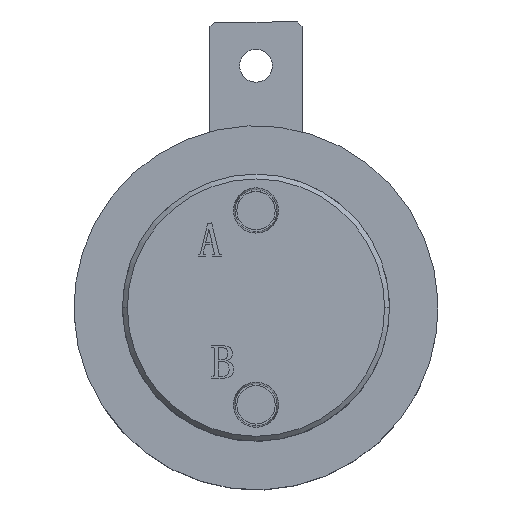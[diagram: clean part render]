
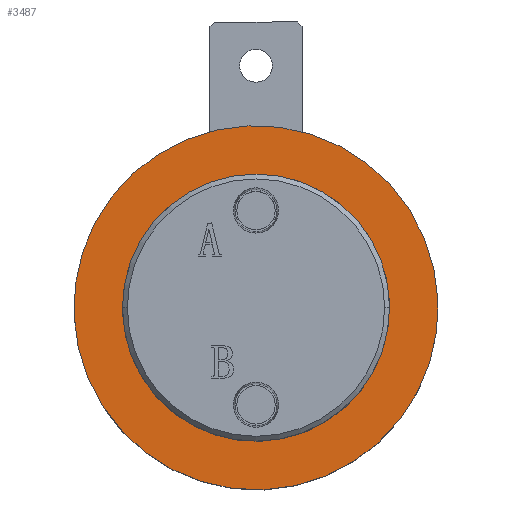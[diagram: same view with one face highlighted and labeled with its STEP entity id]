
A CAD part, top view. The second image highlights one B-rep face of the part: STEP entity #3487.
In plain terms, the highlighted face is planar.
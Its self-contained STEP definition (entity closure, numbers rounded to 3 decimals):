
#265 = EDGE_CURVE ( 'NONE', #4966, #605, #2494, .T. ) ;
#268 = EDGE_CURVE ( 'NONE', #609, #644, #2489, .T. ) ;
#272 = EDGE_CURVE ( 'NONE', #644, #609, #2483, .T. ) ;
#273 = EDGE_CURVE ( 'NONE', #605, #4966, #2482, .T. ) ;
#605 = VERTEX_POINT ( 'NONE', #809 ) ;
#609 = VERTEX_POINT ( 'NONE', #805 ) ;
#644 = VERTEX_POINT ( 'NONE', #770 ) ;
#770 = CARTESIAN_POINT ( 'NONE',  ( -37.5, 0., 0. ) ) ;
#805 = CARTESIAN_POINT ( 'NONE',  ( 37.5, 0., 0. ) ) ;
#809 = CARTESIAN_POINT ( 'NONE',  ( 27.5, 0., 0. ) ) ;
#971 = CARTESIAN_POINT ( 'NONE',  ( 0., 0., 0. ) ) ;
#976 = DIRECTION ( 'NONE',  ( 0., 0., 1. ) ) ;
#978 = DIRECTION ( 'NONE',  ( 1., 0., 0. ) ) ;
#1009 = DIRECTION ( 'NONE',  ( 1., 0., 0. ) ) ;
#1013 = DIRECTION ( 'NONE',  ( 1., 0., 0. ) ) ;
#1024 = DIRECTION ( 'NONE',  ( 0., 0., 1. ) ) ;
#1025 = CARTESIAN_POINT ( 'NONE',  ( 0., 0., 0. ) ) ;
#1029 = CARTESIAN_POINT ( 'NONE',  ( 0., 0., 0. ) ) ;
#1038 = DIRECTION ( 'NONE',  ( 0., 0., 1. ) ) ;
#1050 = CARTESIAN_POINT ( 'NONE',  ( 0., 0., 0. ) ) ;
#1055 = DIRECTION ( 'NONE',  ( 1., 0., 0. ) ) ;
#1061 = DIRECTION ( 'NONE',  ( 0., 0., 1. ) ) ;
#1569 = EDGE_LOOP ( 'NONE', ( #2118, #2119 ) ) ;
#1570 = EDGE_LOOP ( 'NONE', ( #2120, #2121 ) ) ;
#1730 = AXIS2_PLACEMENT_3D ( 'NONE', #4124, #4109, #4191 ) ;
#2077 = AXIS2_PLACEMENT_3D ( 'NONE', #971, #976, #1013 ) ;
#2097 = AXIS2_PLACEMENT_3D ( 'NONE', #1025, #1038, #978 ) ;
#2098 = AXIS2_PLACEMENT_3D ( 'NONE', #1050, #1024, #1055 ) ;
#2104 = AXIS2_PLACEMENT_3D ( 'NONE', #1029, #1061, #1009 ) ;
#2118 = ORIENTED_EDGE ( 'NONE', *, *, #272, .F. ) ;
#2119 = ORIENTED_EDGE ( 'NONE', *, *, #268, .F. ) ;
#2120 = ORIENTED_EDGE ( 'NONE', *, *, #265, .T. ) ;
#2121 = ORIENTED_EDGE ( 'NONE', *, *, #273, .T. ) ;
#2289 = FACE_OUTER_BOUND ( 'NONE', #1569, .T. ) ;
#2298 = FACE_BOUND ( 'NONE', #1570, .T. ) ;
#2482 = CIRCLE ( 'NONE', #2104, 27.5 ) ;
#2483 = CIRCLE ( 'NONE', #2077, 37.5 ) ;
#2489 = CIRCLE ( 'NONE', #2098, 37.5 ) ;
#2494 = CIRCLE ( 'NONE', #2097, 27.5 ) ;
#3487 = ADVANCED_FACE ( 'NONE', ( #2289, #2298 ), #3958, .F. ) ;
#3650 = CARTESIAN_POINT ( 'NONE',  ( -27.5, 0., 0. ) ) ;
#3958 = PLANE ( 'NONE',  #1730 ) ;
#4109 = DIRECTION ( 'NONE',  ( 0., 0., 1. ) ) ;
#4124 = CARTESIAN_POINT ( 'NONE',  ( 0., 0., 0. ) ) ;
#4191 = DIRECTION ( 'NONE',  ( 1., 0., 0. ) ) ;
#4966 = VERTEX_POINT ( 'NONE', #3650 ) ;
